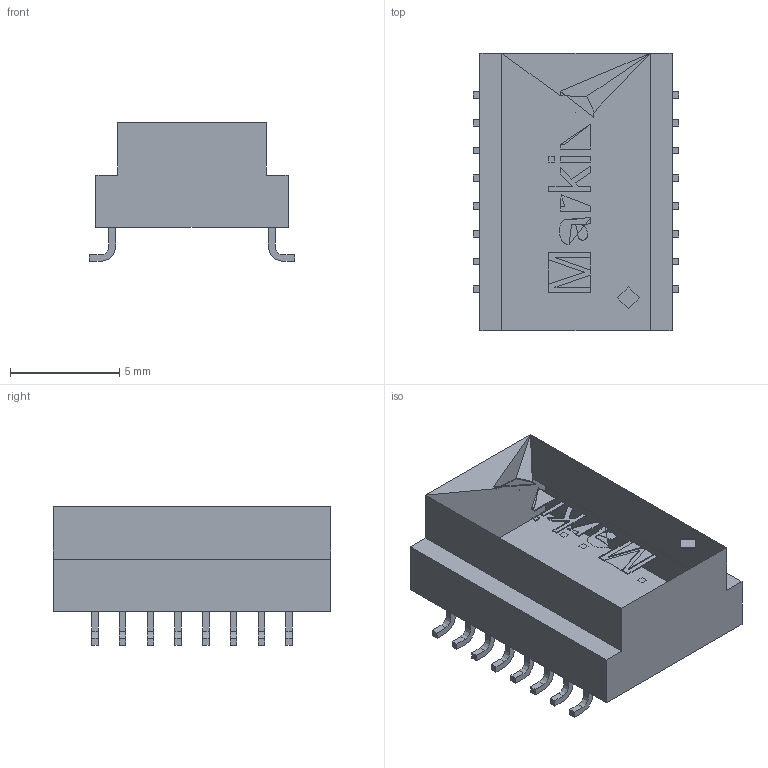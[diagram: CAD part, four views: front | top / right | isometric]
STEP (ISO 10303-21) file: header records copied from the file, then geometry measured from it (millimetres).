
FILE_DESCRIPTION(/* description */ (''),/* implementation_level */ '2;1');
FILE_NAME(/* name */ 'XFMR_WURTH_7490100111A.stp',/* time_stamp */ '2016-03-01T10:18:09+01:00',/* author */ ('riccim'),/* organization */ ('Unknown'),/* preprocessor_version */ 'ST-DEVELOPER v15.5',/* originating_system */ 'AutoCAD Mechanical',/* authorisation */ ' ');
FILE_SCHEMA (('AUTOMOTIVE_DESIGN { 1 0 10303 214 3 1 1 }'));
Length unit declared in the file: millimetre
Products named in the file (1): Product
Bounding box: 9.4 x 12.7 x 6.35 mm (x, y, z)
Volume: 478.3 mm3; surface area: 469.4 mm2
Topology: 17 solids, 17 shells, 244 faces, 597 edges, 398 vertices
Faces by surface type: plane 195, cylinder 33, bspline 16
Full cylindrical faces by diameter (mm): 1 x1
Entity records: 8301 total; most frequent: CARTESIAN_POINT 2541, ORIENTED_EDGE 1192, DIRECTION 1092, EDGE_CURVE 596, LINE 498, VECTOR 498, VERTEX_POINT 398, AXIS2_PLACEMENT_3D 297
